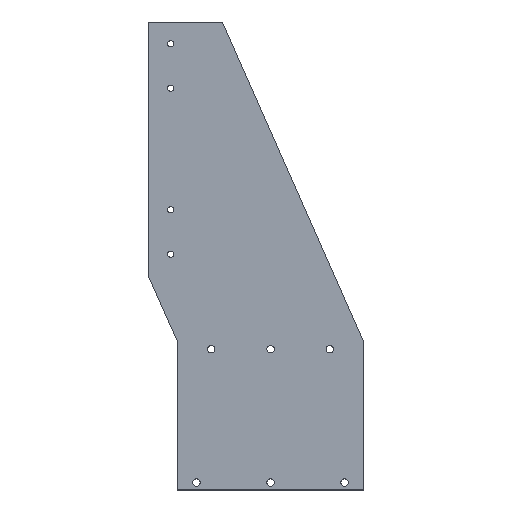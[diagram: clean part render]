
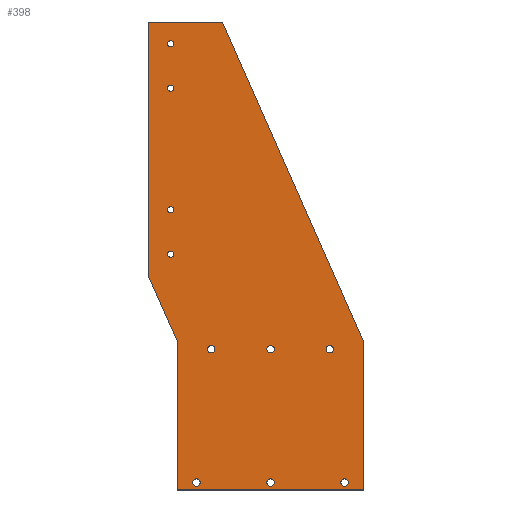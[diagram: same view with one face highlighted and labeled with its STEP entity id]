
A CAD part, top view. The second image highlights one B-rep face of the part: STEP entity #398.
In plain terms, the highlighted planar face has unit normal (0, 0, 1).
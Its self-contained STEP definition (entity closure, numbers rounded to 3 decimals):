
#15=FACE_BOUND('',#81,.T.);
#16=FACE_BOUND('',#82,.T.);
#17=FACE_BOUND('',#83,.T.);
#18=FACE_BOUND('',#84,.T.);
#19=FACE_BOUND('',#85,.T.);
#20=FACE_BOUND('',#86,.T.);
#21=FACE_BOUND('',#87,.T.);
#22=FACE_BOUND('',#88,.T.);
#23=FACE_BOUND('',#89,.T.);
#24=FACE_BOUND('',#90,.T.);
#42=PLANE('',#451);
#61=FACE_OUTER_BOUND('',#80,.T.);
#80=EDGE_LOOP('',(#337,#338,#339,#340,#341,#342,#343));
#81=EDGE_LOOP('',(#344));
#82=EDGE_LOOP('',(#345));
#83=EDGE_LOOP('',(#346));
#84=EDGE_LOOP('',(#347));
#85=EDGE_LOOP('',(#348));
#86=EDGE_LOOP('',(#349));
#87=EDGE_LOOP('',(#350));
#88=EDGE_LOOP('',(#351));
#89=EDGE_LOOP('',(#352));
#90=EDGE_LOOP('',(#353));
#114=LINE('',#632,#145);
#117=LINE('',#638,#148);
#120=LINE('',#644,#151);
#123=LINE('',#650,#154);
#126=LINE('',#656,#157);
#129=LINE('',#662,#160);
#132=LINE('',#666,#163);
#145=VECTOR('',#529,10.);
#148=VECTOR('',#534,10.);
#151=VECTOR('',#539,10.);
#154=VECTOR('',#544,10.);
#157=VECTOR('',#549,10.);
#160=VECTOR('',#554,10.);
#163=VECTOR('',#559,10.);
#165=CIRCLE('',#416,2.5);
#167=CIRCLE('',#419,2.5);
#169=CIRCLE('',#422,2.5);
#171=CIRCLE('',#425,2.117);
#173=CIRCLE('',#428,2.117);
#175=CIRCLE('',#431,2.117);
#177=CIRCLE('',#434,2.117);
#178=CIRCLE('',#436,2.5);
#180=CIRCLE('',#439,2.5);
#182=CIRCLE('',#442,2.5);
#185=VERTEX_POINT('',#568);
#187=VERTEX_POINT('',#574);
#189=VERTEX_POINT('',#580);
#191=VERTEX_POINT('',#586);
#193=VERTEX_POINT('',#592);
#195=VERTEX_POINT('',#598);
#197=VERTEX_POINT('',#604);
#198=VERTEX_POINT('',#608);
#200=VERTEX_POINT('',#614);
#202=VERTEX_POINT('',#620);
#206=VERTEX_POINT('',#629);
#207=VERTEX_POINT('',#631);
#209=VERTEX_POINT('',#637);
#211=VERTEX_POINT('',#643);
#213=VERTEX_POINT('',#649);
#215=VERTEX_POINT('',#655);
#217=VERTEX_POINT('',#661);
#220=EDGE_CURVE('',#185,#185,#165,.T.);
#223=EDGE_CURVE('',#187,#187,#167,.T.);
#226=EDGE_CURVE('',#189,#189,#169,.T.);
#229=EDGE_CURVE('',#191,#191,#171,.T.);
#232=EDGE_CURVE('',#193,#193,#173,.T.);
#235=EDGE_CURVE('',#195,#195,#175,.T.);
#238=EDGE_CURVE('',#197,#197,#177,.T.);
#239=EDGE_CURVE('',#198,#198,#178,.T.);
#242=EDGE_CURVE('',#200,#200,#180,.T.);
#245=EDGE_CURVE('',#202,#202,#182,.T.);
#250=EDGE_CURVE('',#207,#206,#114,.T.);
#253=EDGE_CURVE('',#209,#207,#117,.T.);
#256=EDGE_CURVE('',#211,#209,#120,.T.);
#259=EDGE_CURVE('',#213,#211,#123,.T.);
#262=EDGE_CURVE('',#215,#213,#126,.T.);
#265=EDGE_CURVE('',#217,#215,#129,.T.);
#268=EDGE_CURVE('',#206,#217,#132,.T.);
#337=ORIENTED_EDGE('',*,*,#268,.T.);
#338=ORIENTED_EDGE('',*,*,#265,.T.);
#339=ORIENTED_EDGE('',*,*,#262,.T.);
#340=ORIENTED_EDGE('',*,*,#259,.T.);
#341=ORIENTED_EDGE('',*,*,#256,.T.);
#342=ORIENTED_EDGE('',*,*,#253,.T.);
#343=ORIENTED_EDGE('',*,*,#250,.T.);
#344=ORIENTED_EDGE('',*,*,#220,.T.);
#345=ORIENTED_EDGE('',*,*,#223,.T.);
#346=ORIENTED_EDGE('',*,*,#226,.T.);
#347=ORIENTED_EDGE('',*,*,#229,.T.);
#348=ORIENTED_EDGE('',*,*,#232,.T.);
#349=ORIENTED_EDGE('',*,*,#235,.T.);
#350=ORIENTED_EDGE('',*,*,#238,.T.);
#351=ORIENTED_EDGE('',*,*,#245,.T.);
#352=ORIENTED_EDGE('',*,*,#242,.T.);
#353=ORIENTED_EDGE('',*,*,#239,.T.);
#398=ADVANCED_FACE('',(#61,#15,#16,#17,#18,#19,#20,#21,#22,#23,#24),#42,
 .T.);
#416=AXIS2_PLACEMENT_3D('',#570,#460,#461);
#419=AXIS2_PLACEMENT_3D('',#576,#467,#468);
#422=AXIS2_PLACEMENT_3D('',#582,#474,#475);
#425=AXIS2_PLACEMENT_3D('',#588,#481,#482);
#428=AXIS2_PLACEMENT_3D('',#594,#488,#489);
#431=AXIS2_PLACEMENT_3D('',#600,#495,#496);
#434=AXIS2_PLACEMENT_3D('',#606,#502,#503);
#436=AXIS2_PLACEMENT_3D('',#609,#506,#507);
#439=AXIS2_PLACEMENT_3D('',#615,#513,#514);
#442=AXIS2_PLACEMENT_3D('',#621,#520,#521);
#451=AXIS2_PLACEMENT_3D('',#667,#560,#561);
#460=DIRECTION('center_axis',(0.,0.,-1.));
#461=DIRECTION('ref_axis',(1.,0.,0.));
#467=DIRECTION('center_axis',(0.,0.,-1.));
#468=DIRECTION('ref_axis',(1.,0.,0.));
#474=DIRECTION('center_axis',(0.,0.,-1.));
#475=DIRECTION('ref_axis',(1.,0.,0.));
#481=DIRECTION('center_axis',(0.,0.,-1.));
#482=DIRECTION('ref_axis',(1.,0.,0.));
#488=DIRECTION('center_axis',(0.,0.,-1.));
#489=DIRECTION('ref_axis',(1.,0.,0.));
#495=DIRECTION('center_axis',(0.,0.,-1.));
#496=DIRECTION('ref_axis',(1.,0.,0.));
#502=DIRECTION('center_axis',(0.,0.,-1.));
#503=DIRECTION('ref_axis',(1.,0.,0.));
#506=DIRECTION('center_axis',(0.,0.,-1.));
#507=DIRECTION('ref_axis',(1.,0.,0.));
#513=DIRECTION('center_axis',(0.,0.,-1.));
#514=DIRECTION('ref_axis',(1.,0.,0.));
#520=DIRECTION('center_axis',(0.,0.,-1.));
#521=DIRECTION('ref_axis',(1.,0.,0.));
#529=DIRECTION('',(-1.,0.,0.));
#534=DIRECTION('',(-0.403,0.915,0.));
#539=DIRECTION('',(0.,1.,0.));
#544=DIRECTION('',(1.,0.,0.));
#549=DIRECTION('',(0.,-1.,0.));
#554=DIRECTION('',(0.403,-0.915,0.));
#559=DIRECTION('',(0.,-1.,0.));
#560=DIRECTION('center_axis',(0.,0.,1.));
#561=DIRECTION('ref_axis',(1.,0.,0.));
#568=CARTESIAN_POINT('',(11.133,90.25,415.517));
#570=CARTESIAN_POINT('Origin',(13.633,90.25,415.517));
#574=CARTESIAN_POINT('',(51.133,90.25,415.517));
#576=CARTESIAN_POINT('Origin',(53.633,90.25,415.517));
#580=CARTESIAN_POINT('',(91.133,90.25,415.517));
#582=CARTESIAN_POINT('Origin',(93.633,90.25,415.517));
#586=CARTESIAN_POINT('',(-15.888,266.431,415.517));
#588=CARTESIAN_POINT('Origin',(-13.771,266.431,415.517));
#592=CARTESIAN_POINT('',(-15.888,184.431,415.517));
#594=CARTESIAN_POINT('Origin',(-13.771,184.431,415.517));
#598=CARTESIAN_POINT('',(-15.888,296.431,415.517));
#600=CARTESIAN_POINT('Origin',(-13.771,296.431,415.517));
#604=CARTESIAN_POINT('',(-15.888,154.431,415.517));
#606=CARTESIAN_POINT('Origin',(-13.771,154.431,415.517));
#608=CARTESIAN_POINT('',(51.133,0.25,415.517));
#609=CARTESIAN_POINT('Origin',(53.633,0.25,415.517));
#614=CARTESIAN_POINT('',(101.133,0.25,415.517));
#615=CARTESIAN_POINT('Origin',(103.633,0.25,415.517));
#620=CARTESIAN_POINT('',(1.133,0.25,415.517));
#621=CARTESIAN_POINT('Origin',(3.633,0.25,415.517));
#629=CARTESIAN_POINT('',(-28.771,311.155,415.517));
#631=CARTESIAN_POINT('',(21.229,311.155,415.517));
#632=CARTESIAN_POINT('',(-28.771,311.155,415.517));
#637=CARTESIAN_POINT('',(116.433,95.25,415.517));
#638=CARTESIAN_POINT('',(21.229,311.155,415.517));
#643=CARTESIAN_POINT('',(116.433,-4.75,415.517));
#644=CARTESIAN_POINT('',(116.433,-4.75,415.517));
#649=CARTESIAN_POINT('',(-9.167,-4.75,415.517));
#650=CARTESIAN_POINT('',(-9.167,-4.75,415.517));
#655=CARTESIAN_POINT('',(-9.167,95.25,415.517));
#656=CARTESIAN_POINT('',(-9.167,95.25,415.517));
#661=CARTESIAN_POINT('',(-28.771,139.708,415.517));
#662=CARTESIAN_POINT('',(-28.771,139.708,415.517));
#666=CARTESIAN_POINT('',(-28.771,311.155,415.517));
#667=CARTESIAN_POINT('Origin',(43.831,153.202,415.517));
